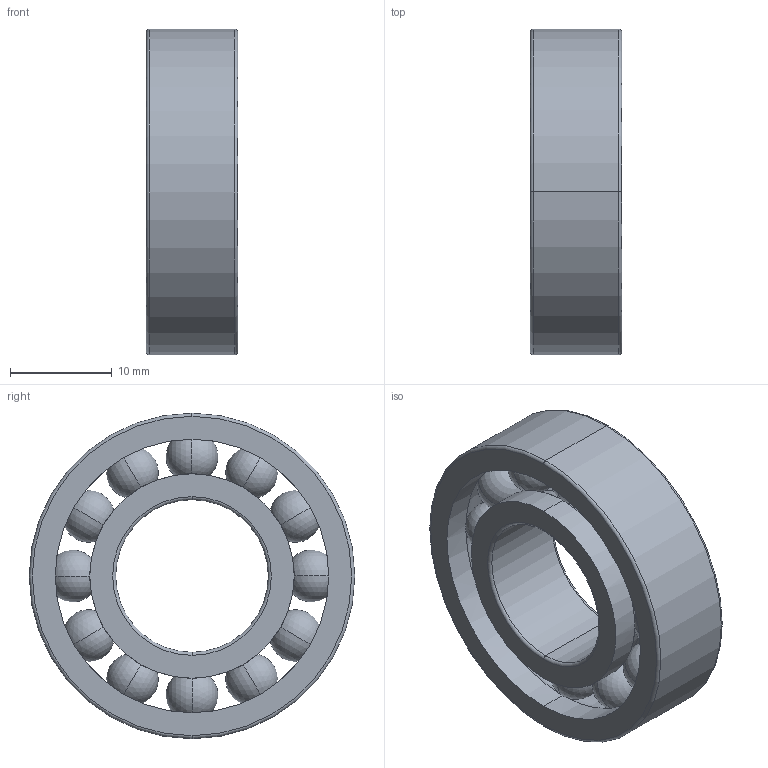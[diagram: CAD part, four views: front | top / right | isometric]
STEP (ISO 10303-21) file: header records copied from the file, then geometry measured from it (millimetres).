
FILE_DESCRIPTION (( 'STEP AP203' ), '1' );
FILE_NAME ('SKF 6002_SKF - 6002 - 12-DE-NC-12_68_sldprt.STEP', '2017-12-12T20:32:51', ( '' ), ( '' ), 'SwSTEP 2.0', 'SolidWorks 2016', '' );
FILE_SCHEMA (( 'CONFIG_CONTROL_DESIGN' ));
Length unit declared in the file: millimetre
Products named in the file (1): SKF 6002_SKF - 6002 - 12-DE-NC-12_68_sldprt
Bounding box: 9 x 32 x 32 mm (x, y, z)
Volume: 3900.5 mm3; surface area: 4277.5 mm2
Topology: 1 solids, 1 shells, 84 faces, 368 edges, 240 vertices
Faces by surface type: torus 44, sphere 24, cylinder 12, plane 4
Entity records: 4369 total; most frequent: CARTESIAN_POINT 1749, ORIENTED_EDGE 640, DIRECTION 462, EDGE_CURVE 320, AXIS2_PLACEMENT_3D 225, VERTEX_POINT 216, B_SPLINE_CURVE_WITH_KNOTS 168, CIRCLE 140
